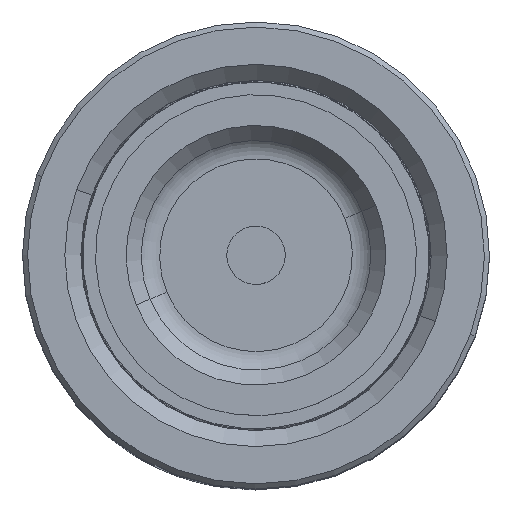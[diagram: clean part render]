
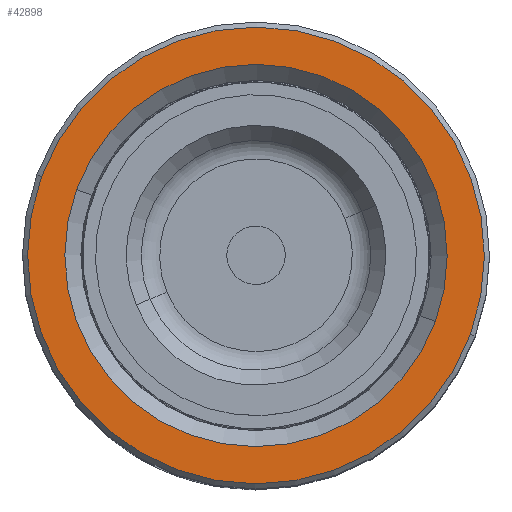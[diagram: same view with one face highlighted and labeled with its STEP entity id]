
A CAD part, top view. The second image highlights one B-rep face of the part: STEP entity #42898.
In plain terms, the highlighted planar face has unit normal (0, 0, 1).
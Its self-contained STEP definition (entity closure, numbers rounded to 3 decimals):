
#460 = VERTEX_POINT ( 'NONE', #35106 ) ;
#482 = EDGE_CURVE ( 'NONE', #51552, #18275, #11935, .T. ) ;
#762 = FACE_BOUND ( 'NONE', #10820, .T. ) ;
#2758 = CARTESIAN_POINT ( 'NONE',  ( 0., 0., 80. ) ) ;
#3434 = AXIS2_PLACEMENT_3D ( 'NONE', #25385, #20994, #30364 ) ;
#3675 = DIRECTION ( 'NONE',  ( 0., 0., -1. ) ) ;
#6464 = VERTEX_POINT ( 'NONE', #31285 ) ;
#6505 = CARTESIAN_POINT ( 'NONE',  ( 26.2, 0., 80. ) ) ;
#7354 = DIRECTION ( 'NONE',  ( 0., 0., 1. ) ) ;
#7924 = FACE_OUTER_BOUND ( 'NONE', #42067, .T. ) ;
#10820 = EDGE_LOOP ( 'NONE', ( #38712, #22557 ) ) ;
#11935 = CIRCLE ( 'NONE', #57423, 26.2 ) ;
#11976 = DIRECTION ( 'NONE',  ( 1., 0., 0. ) ) ;
#12755 = EDGE_CURVE ( 'NONE', #460, #6464, #23739, .T. ) ;
#13548 = CIRCLE ( 'NONE', #54927, 31.3 ) ;
#15966 = CARTESIAN_POINT ( 'NONE',  ( 0., 0., 80. ) ) ;
#18275 = VERTEX_POINT ( 'NONE', #6505 ) ;
#18892 = AXIS2_PLACEMENT_3D ( 'NONE', #45905, #54663, #36886 ) ;
#20804 = CARTESIAN_POINT ( 'NONE',  ( -26.2, 0., 80. ) ) ;
#20994 = DIRECTION ( 'NONE',  ( 0., 0., 1. ) ) ;
#21758 = ORIENTED_EDGE ( 'NONE', *, *, #12755, .T. ) ;
#22557 = ORIENTED_EDGE ( 'NONE', *, *, #482, .T. ) ;
#23739 = CIRCLE ( 'NONE', #3434, 31.3 ) ;
#25385 = CARTESIAN_POINT ( 'NONE',  ( 0., 0., 80. ) ) ;
#30364 = DIRECTION ( 'NONE',  ( 1., 0., 0. ) ) ;
#31065 = CARTESIAN_POINT ( 'NONE',  ( 0., 0., 80. ) ) ;
#31285 = CARTESIAN_POINT ( 'NONE',  ( -31.3, 0., 80. ) ) ;
#31921 = AXIS2_PLACEMENT_3D ( 'NONE', #15966, #39081, #43497 ) ;
#35106 = CARTESIAN_POINT ( 'NONE',  ( 31.3, 0., 80. ) ) ;
#35666 = DIRECTION ( 'NONE',  ( 1., 0., 0. ) ) ;
#36886 = DIRECTION ( 'NONE',  ( 1., 0., 0. ) ) ;
#38681 = CIRCLE ( 'NONE', #31921, 26.2 ) ;
#38712 = ORIENTED_EDGE ( 'NONE', *, *, #54383, .T. ) ;
#39081 = DIRECTION ( 'NONE',  ( 0., 0., -1. ) ) ;
#42067 = EDGE_LOOP ( 'NONE', ( #54230, #21758 ) ) ;
#42898 = ADVANCED_FACE ( 'NONE', ( #7924, #762 ), #50088, .T. ) ;
#43497 = DIRECTION ( 'NONE',  ( 1., 0., 0. ) ) ;
#45905 = CARTESIAN_POINT ( 'NONE',  ( 0., 0., 80. ) ) ;
#50088 = PLANE ( 'NONE',  #18892 ) ;
#51552 = VERTEX_POINT ( 'NONE', #20804 ) ;
#54230 = ORIENTED_EDGE ( 'NONE', *, *, #56730, .T. ) ;
#54383 = EDGE_CURVE ( 'NONE', #18275, #51552, #38681, .T. ) ;
#54663 = DIRECTION ( 'NONE',  ( 0., 0., 1. ) ) ;
#54927 = AXIS2_PLACEMENT_3D ( 'NONE', #2758, #7354, #11976 ) ;
#56730 = EDGE_CURVE ( 'NONE', #6464, #460, #13548, .T. ) ;
#57423 = AXIS2_PLACEMENT_3D ( 'NONE', #31065, #3675, #35666 ) ;
